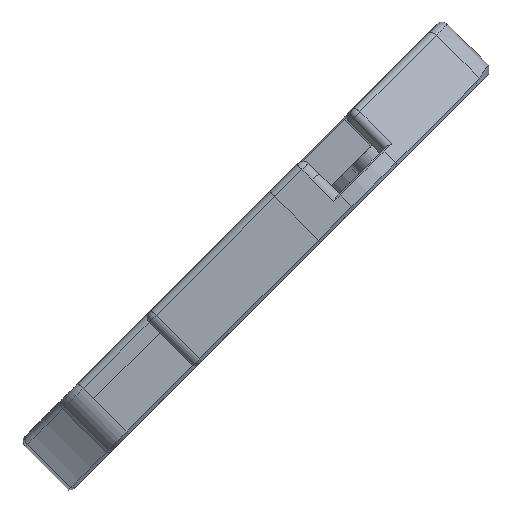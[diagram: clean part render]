
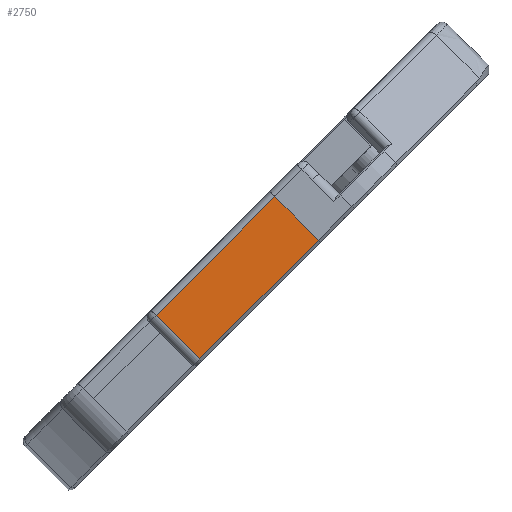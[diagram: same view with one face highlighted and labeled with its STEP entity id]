
A CAD part, left-side view. The second image highlights one B-rep face of the part: STEP entity #2750.
In plain terms, the highlighted planar face has unit normal (-1, 0, 0).
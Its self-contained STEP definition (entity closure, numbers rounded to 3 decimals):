
#89=PLANE('',#3033);
#236=LINE('',#4914,#429);
#249=LINE('',#5027,#442);
#250=LINE('',#5031,#443);
#251=LINE('',#5032,#444);
#429=VECTOR('',#3602,10.);
#442=VECTOR('',#3641,10.);
#443=VECTOR('',#3646,10.);
#444=VECTOR('',#3647,10.);
#731=FACE_OUTER_BOUND('',#926,.T.);
#926=EDGE_LOOP('',(#2302,#2303,#2304,#2305));
#1365=VERTEX_POINT('',#4909);
#1366=VERTEX_POINT('',#4913);
#1375=VERTEX_POINT('',#5026);
#1376=VERTEX_POINT('',#5030);
#1689=EDGE_CURVE('',#1365,#1366,#236,.T.);
#1711=EDGE_CURVE('',#1366,#1375,#249,.T.);
#1713=EDGE_CURVE('',#1376,#1365,#250,.T.);
#1714=EDGE_CURVE('',#1375,#1376,#251,.T.);
#2302=ORIENTED_EDGE('',*,*,#1689,.F.);
#2303=ORIENTED_EDGE('',*,*,#1713,.F.);
#2304=ORIENTED_EDGE('',*,*,#1714,.F.);
#2305=ORIENTED_EDGE('',*,*,#1711,.F.);
#2750=ADVANCED_FACE('',(#731),#89,.F.);
#3033=AXIS2_PLACEMENT_3D('',#5029,#3644,#3645);
#3602=DIRECTION('',(0.,0.707,-0.707));
#3641=DIRECTION('',(0.,0.707,0.707));
#3644=DIRECTION('center_axis',(1.,0.,0.));
#3645=DIRECTION('ref_axis',(0.,-0.707,-0.707));
#3646=DIRECTION('',(0.,-0.707,-0.707));
#3647=DIRECTION('',(0.,-0.707,0.707));
#4909=CARTESIAN_POINT('',(-125.253,-46.655,45.948));
#4913=CARTESIAN_POINT('',(-125.253,-27.62,26.913));
#4914=CARTESIAN_POINT('',(-125.253,-38.571,37.864));
#5026=CARTESIAN_POINT('',(-125.253,-20.655,33.878));
#5027=CARTESIAN_POINT('',(-125.253,-25.605,28.928));
#5029=CARTESIAN_POINT('Origin',(-125.253,-35.529,40.479));
#5030=CARTESIAN_POINT('',(-125.253,-39.69,52.913));
#5031=CARTESIAN_POINT('',(-125.253,-44.086,48.517));
#5032=CARTESIAN_POINT('',(-125.253,-33.592,46.814));
